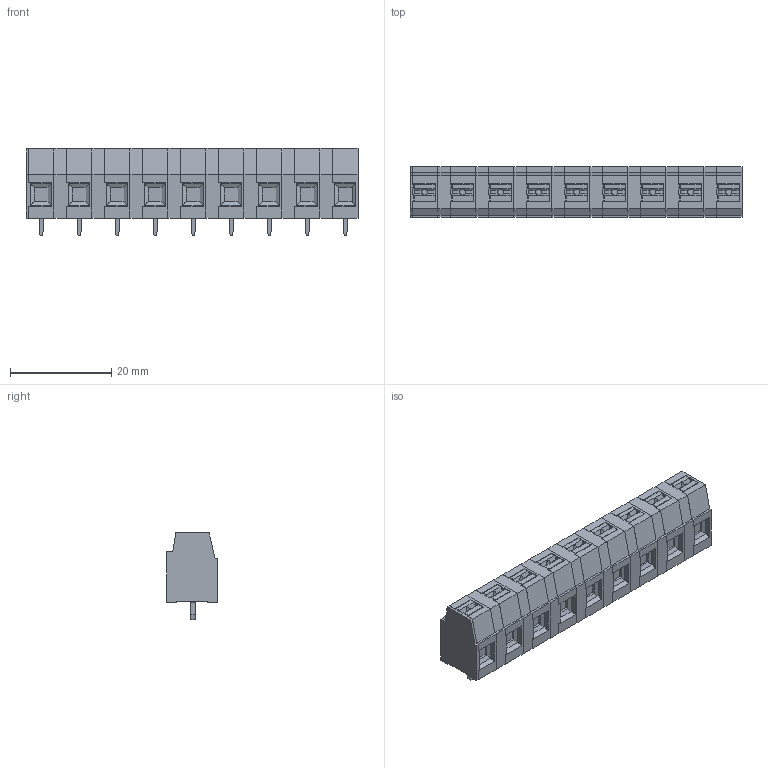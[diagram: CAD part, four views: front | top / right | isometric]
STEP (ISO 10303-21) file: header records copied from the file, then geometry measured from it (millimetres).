
FILE_DESCRIPTION(('CATIA V5 STEP Exchange','CAx-IF Rec.Pracs.--- Model Styling and Organization---1.4--- 2014-01-23'),'2;1');
FILE_NAME ('D1528371_0_2787640000_2787640000.stp','2022-04-25T08:05:17+00:00',('none'),('Weidmueller'),'CATIA Version 5-6 Release 2016 SP3 HF44','CATIA V5 STEP AP214','none');
FILE_SCHEMA(('AUTOMOTIVE_DESIGN { 1 0 10303 214 1 1 1 1 }'));
Length unit declared in the file: millimetre
Products named in the file (1): 2787640000
Bounding box: 65.5 x 10 x 17.3 mm (x, y, z)
Volume: 7900.4 mm3; surface area: 8613.3 mm2
Topology: 36 solids, 55 shells, 1163 faces, 3237 edges, 2181 vertices
Faces by surface type: plane 1089, cylinder 62, cone 12
Entity records: 34376 total; most frequent: CARTESIAN_POINT 7363, ORIENTED_EDGE 6474, DIRECTION 4090, EDGE_CURVE 3237, VECTOR 2864, LINE 2864, VERTEX_POINT 2181, EDGE_LOOP 1178
